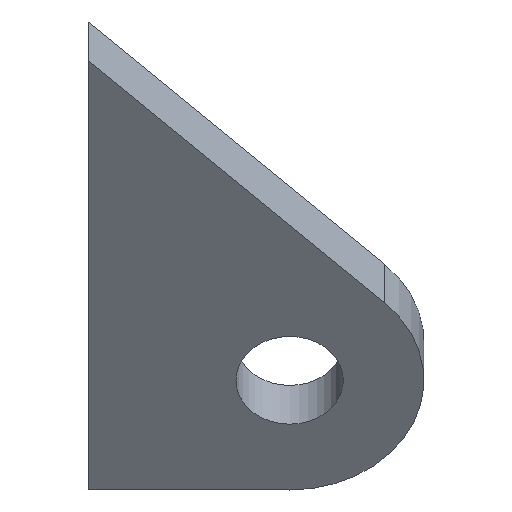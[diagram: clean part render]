
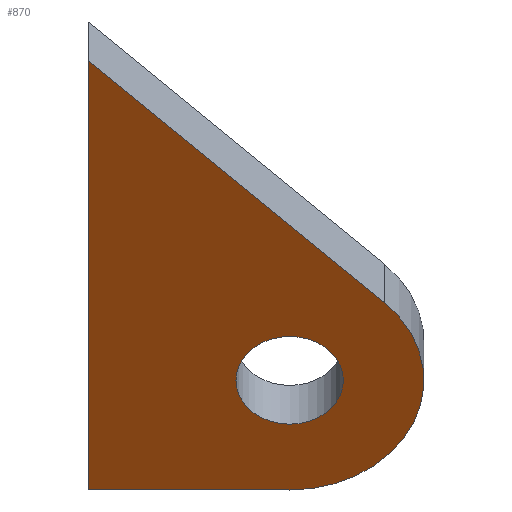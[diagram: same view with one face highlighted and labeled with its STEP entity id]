
A CAD part, isometric view. The second image highlights one B-rep face of the part: STEP entity #870.
In plain terms, the highlighted planar face has unit normal (-0.707, -0.707, 0).
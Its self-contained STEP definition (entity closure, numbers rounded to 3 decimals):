
#100=CARTESIAN_POINT('',(83.085,-90.156,544.5));
#110=VERTEX_POINT('',#100);
#280=CARTESIAN_POINT('',(83.085,-90.156,
622.784));
#290=VERTEX_POINT('',#280);
#320=CARTESIAN_POINT('',(83.085,-90.156,622.784
));
#330=DIRECTION('',(0.,0.,-1.));
#340=VECTOR('',#330,1.);
#350=LINE('',#320,#340);
#360=EDGE_CURVE('',#290,#110,#350,.T.);
#410=CARTESIAN_POINT('',(-3.536,-3.536,0.
));
#420=DIRECTION('',(0.707,0.707,
0.));
#430=DIRECTION('',(0.707,-0.707,
0.));
#440=AXIS2_PLACEMENT_3D('',#410,#420,#430);
#450=PLANE('',#440);
#460=ORIENTED_EDGE('',*,*,#360,.T.);
#470=CARTESIAN_POINT('',(114.298,-121.369,
578.642));
#480=DIRECTION('',(-0.5,0.5,
0.707));
#490=VECTOR('',#480,1.);
#500=LINE('',#470,#490);
#510=CARTESIAN_POINT('',(114.298,-121.369,
578.642));
#520=VERTEX_POINT('',#510);
#530=EDGE_CURVE('',#520,#290,#500,.T.);
#540=ORIENTED_EDGE('',*,*,#530,.T.);
#550=CARTESIAN_POINT('',(104.298,-111.369,564.5));
#560=DIRECTION('',(-0.707,-0.707,0.));
#570=DIRECTION('',(0.,0.,-1.));
#580=AXIS2_PLACEMENT_3D('',#550,#560,#570);
#590=CIRCLE('',#580,20.);
#600=CARTESIAN_POINT('',(104.298,-111.369,544.5));
#610=VERTEX_POINT('',#600);
#620=EDGE_CURVE('',#610,#520,#590,.T.);
#630=ORIENTED_EDGE('',*,*,#620,.T.);
#640=CARTESIAN_POINT('',(83.085,-90.156,544.5));
#650=DIRECTION('',(0.707,-0.707,0.));
#660=VECTOR('',#650,1.);
#670=LINE('',#640,#660);
#680=EDGE_CURVE('',#110,#610,#670,.T.);
#690=ORIENTED_EDGE('',*,*,#680,.T.);
#700=EDGE_LOOP('',(#690,#630,#540,#460));
#710=FACE_OUTER_BOUND('',#700,.T.);
#720=CARTESIAN_POINT('',(104.298,-111.369,564.5));
#730=DIRECTION('',(0.707,0.707,
0.));
#740=DIRECTION('',(-0.707,0.707,
0.));
#750=AXIS2_PLACEMENT_3D('',#720,#730,#740);
#760=CIRCLE('',#750,8.);
#770=CARTESIAN_POINT('',(109.955,-117.026,564.5));
#780=VERTEX_POINT('',#770);
#790=CARTESIAN_POINT('',(98.641,-105.712,564.5));
#800=VERTEX_POINT('',#790);
#810=EDGE_CURVE('',#780,#800,#760,.T.);
#820=ORIENTED_EDGE('',*,*,#810,.T.);
#830=EDGE_CURVE('',#800,#780,#760,.T.);
#840=ORIENTED_EDGE('',*,*,#830,.T.);
#850=EDGE_LOOP('',(#840,#820));
#860=FACE_BOUND('',#850,.T.);
#870=ADVANCED_FACE('',(#710,#860),#450,.F.);
